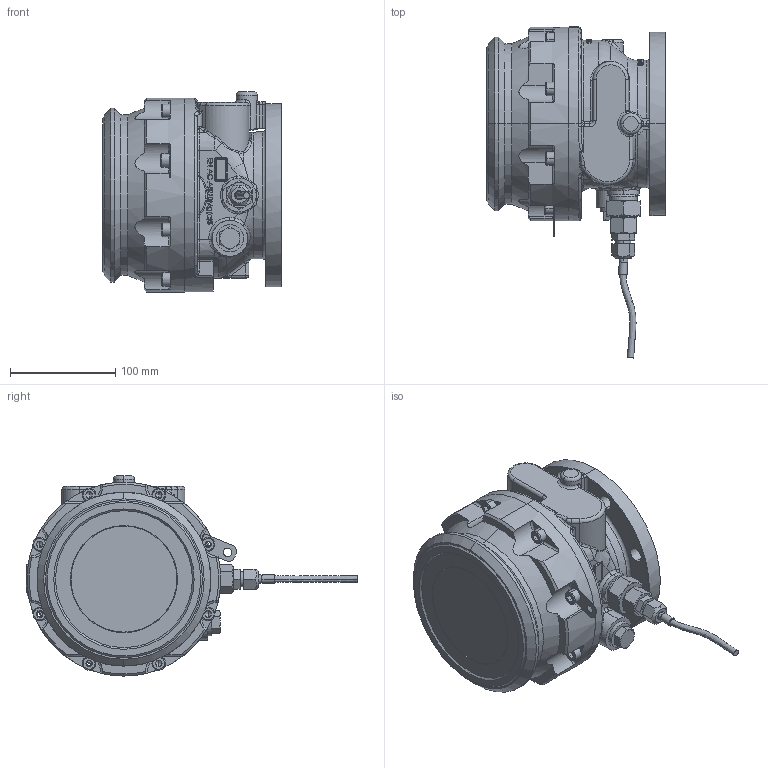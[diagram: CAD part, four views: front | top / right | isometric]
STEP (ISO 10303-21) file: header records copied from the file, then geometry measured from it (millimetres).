
FILE_DESCRIPTION (( 'STEP AP214' ), '1' );
FILE_NAME ('VKV1-I_251943.STEP', '2012-09-27T09:19:52', ( 'Admin2' ), ( '' ), 'SwSTEP 2.0', 'SolidWorks 2010', '' );
FILE_SCHEMA (( 'AUTOMOTIVE_DESIGN' ));
Length unit declared in the file: millimetre
Products named in the file (1): VKV1-I_251943
Bounding box: 170 x 315.31 x 190.05 mm (x, y, z)
Surface area: 254169.6 mm2 (no closed solid volume)
Topology: 0 solids, 28 shells, 892 faces, 3069 edges, 2090 vertices
Faces by surface type: plane 287, bspline 224, cylinder 218, torus 87, cone 68, sphere 8
Entity records: 59924 total; most frequent: CARTESIAN_POINT 26922, ORIENTED_EDGE 4902, DIRECTION 4057, EDGE_CURVE 3040, VERTEX_POINT 2090, AXIS2_PLACEMENT_3D 1506, VECTOR 1045, LINE 1045
